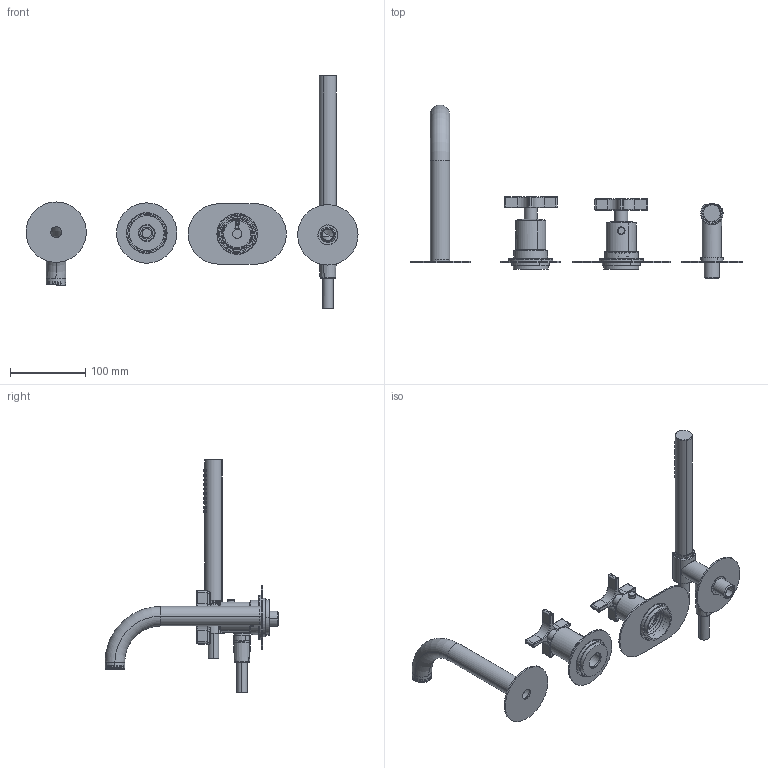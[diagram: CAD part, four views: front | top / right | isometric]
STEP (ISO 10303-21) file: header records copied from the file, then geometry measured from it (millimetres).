
FILE_DESCRIPTION(('CATIA V5 STEP Exchange','CAx-IF Rec.Pracs.--- Model Styling and Organization---1.5--- 2016-08-15','CAx-IF Rec.Pracs.---Supplemental Geometry---1.0---2011-11-01','CAx-IF Rec.Pracs.--- Composite Materials ---3.4---2017-06-13','CAx-IF Rec.Pracs.---Tessellated 3D Geometry---1.0---2015-12-17'),'2;1');
FILE_NAME('GS019441.stp','2023-02-03T14:40:40+00:00',('none'),('none'),'CATIA Version 5-6 Release 2020 SP2','CATIA V5 STEP AP242 v2','none');
FILE_SCHEMA(('AP242_MANAGED_MODEL_BASED_3D_ENGINEERING_MIM_LF {1 0 10303 442 1 1 4}'));
Length unit declared in the file: millimetre
Products named in the file (1): PR.0500.01_AllCATPart
Bounding box: 439.98 x 230.5 x 308.57 mm (x, y, z)
Volume: 328833.3 mm3; surface area: 198692.3 mm2
Topology: 35 solids, 35 shells, 1017 faces, 2324 edges, 1490 vertices
Faces by surface type: cylinder 585, plane 216, torus 111, cone 99, sphere 4, bspline 2
Entity records: 31479 total; most frequent: CARTESIAN_POINT 10340, ORIENTED_EDGE 4628, DIRECTION 3033, EDGE_CURVE 2314, AXIS2_PLACEMENT_3D 1577, VERTEX_POINT 1490, EDGE_LOOP 1206, ADVANCED_FACE 1017
